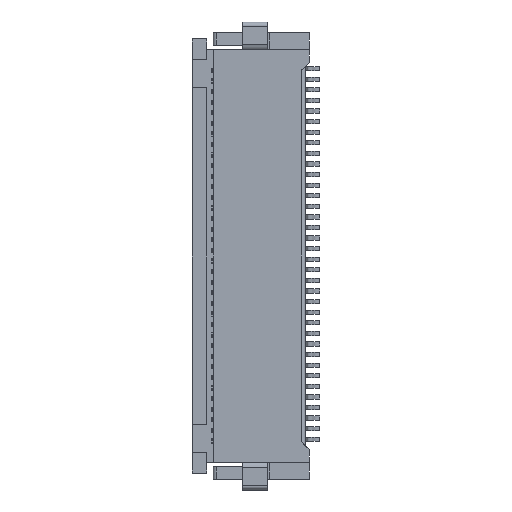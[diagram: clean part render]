
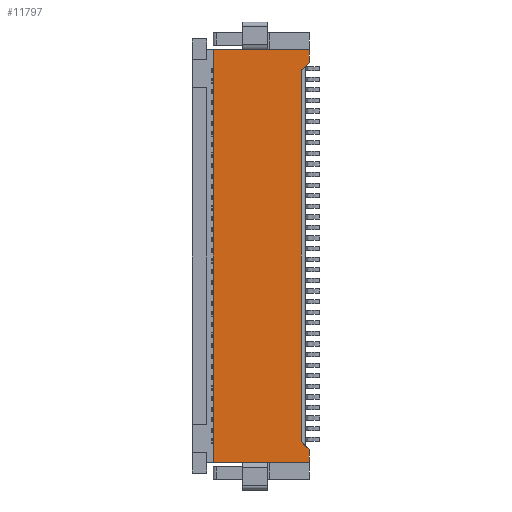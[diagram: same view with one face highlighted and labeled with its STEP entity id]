
A CAD part, front view. The second image highlights one B-rep face of the part: STEP entity #11797.
In plain terms, the highlighted planar face has unit normal (0, -1, 0).
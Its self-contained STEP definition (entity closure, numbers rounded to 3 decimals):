
#165 = ORIENTED_EDGE ( 'NONE', *, *, #4403, .T. ) ;
#441 = VERTEX_POINT ( 'NONE', #12365 ) ;
#1149 = ORIENTED_EDGE ( 'NONE', *, *, #19480, .T. ) ;
#2070 = CARTESIAN_POINT ( 'NONE',  ( 5.571, 0.06, -1.413 ) ) ;
#2386 = CARTESIAN_POINT ( 'NONE',  ( 1.036, 0.06, -11.453 ) ) ;
#2490 = CARTESIAN_POINT ( 'NONE',  ( 5.571, 0.06, -0.8 ) ) ;
#3286 = FACE_OUTER_BOUND ( 'NONE', #12306, .T. ) ;
#3484 = CARTESIAN_POINT ( 'NONE',  ( 1.036, 0.06, -0.8 ) ) ;
#3850 = DIRECTION ( 'NONE',  ( 0., 0., 1. ) ) ;
#4027 = VERTEX_POINT ( 'NONE', #3484 ) ;
#4403 = EDGE_CURVE ( 'NONE', #5199, #12926, #17586, .T. ) ;
#4441 = ORIENTED_EDGE ( 'NONE', *, *, #18946, .F. ) ;
#4881 = DIRECTION ( 'NONE',  ( -0.707, 0., 0.707 ) ) ;
#5083 = ORIENTED_EDGE ( 'NONE', *, *, #18302, .T. ) ;
#5172 = CARTESIAN_POINT ( 'NONE',  ( 5.571, 0.06, -1.413 ) ) ;
#5180 = CARTESIAN_POINT ( 'NONE',  ( 5.571, 0.06, -20.3 ) ) ;
#5199 = VERTEX_POINT ( 'NONE', #16041 ) ;
#5331 = EDGE_CURVE ( 'NONE', #4027, #13873, #6600, .T. ) ;
#5397 = VERTEX_POINT ( 'NONE', #15179 ) ;
#5627 = VECTOR ( 'NONE', #16367, 1000. ) ;
#6299 = LINE ( 'NONE', #5172, #11093 ) ;
#6600 = LINE ( 'NONE', #11936, #5627 ) ;
#6634 = DIRECTION ( 'NONE',  ( -0.707, 0., -0.707 ) ) ;
#7541 = VECTOR ( 'NONE', #13978, 1000. ) ;
#7846 = CARTESIAN_POINT ( 'NONE',  ( 5.571, 0.06, -0.8 ) ) ;
#7915 = DIRECTION ( 'NONE',  ( 0., 0., -1. ) ) ;
#8647 = VERTEX_POINT ( 'NONE', #18827 ) ;
#9669 = ORIENTED_EDGE ( 'NONE', *, *, #15121, .F. ) ;
#9860 = VERTEX_POINT ( 'NONE', #2070 ) ;
#10135 = CARTESIAN_POINT ( 'NONE',  ( 5.188, 0.06, -10.55 ) ) ;
#10393 = DIRECTION ( 'NONE',  ( 0., 0., 1. ) ) ;
#10424 = LINE ( 'NONE', #2386, #17314 ) ;
#11093 = VECTOR ( 'NONE', #6634, 1000. ) ;
#11318 = EDGE_CURVE ( 'NONE', #8647, #441, #17091, .T. ) ;
#11797 = ADVANCED_FACE ( 'NONE', ( #3286 ), #17358, .F. ) ;
#11879 = VECTOR ( 'NONE', #10393, 1000. ) ;
#11936 = CARTESIAN_POINT ( 'NONE',  ( 0.729, 0.06, -0.8 ) ) ;
#12295 = LINE ( 'NONE', #7846, #14198 ) ;
#12306 = EDGE_LOOP ( 'NONE', ( #1149, #14202, #4441, #15479, #16738, #9669, #5083, #165 ) ) ;
#12365 = CARTESIAN_POINT ( 'NONE',  ( 5.188, 0.06, -1.796 ) ) ;
#12676 = DIRECTION ( 'NONE',  ( 0., 1., 0. ) ) ;
#12926 = VERTEX_POINT ( 'NONE', #15501 ) ;
#13541 = VECTOR ( 'NONE', #15813, 1000. ) ;
#13622 = EDGE_CURVE ( 'NONE', #13873, #9860, #12295, .T. ) ;
#13873 = VERTEX_POINT ( 'NONE', #2490 ) ;
#13978 = DIRECTION ( 'NONE',  ( 1., 0., 0. ) ) ;
#13982 = LINE ( 'NONE', #15681, #7541 ) ;
#14198 = VECTOR ( 'NONE', #7915, 1000. ) ;
#14200 = CARTESIAN_POINT ( 'NONE',  ( 0.729, 0.06, -10.55 ) ) ;
#14202 = ORIENTED_EDGE ( 'NONE', *, *, #11318, .T. ) ;
#14204 = CARTESIAN_POINT ( 'NONE',  ( 5.571, 0.06, -19.687 ) ) ;
#15121 = EDGE_CURVE ( 'NONE', #5397, #4027, #10424, .T. ) ;
#15179 = CARTESIAN_POINT ( 'NONE',  ( 1.036, 0.06, -20.3 ) ) ;
#15479 = ORIENTED_EDGE ( 'NONE', *, *, #13622, .F. ) ;
#15501 = CARTESIAN_POINT ( 'NONE',  ( 5.571, 0.06, -19.687 ) ) ;
#15580 = LINE ( 'NONE', #14204, #17483 ) ;
#15681 = CARTESIAN_POINT ( 'NONE',  ( 0.729, 0.06, -20.3 ) ) ;
#15813 = DIRECTION ( 'NONE',  ( 0., 0., 1. ) ) ;
#16041 = CARTESIAN_POINT ( 'NONE',  ( 5.571, 0.06, -20.3 ) ) ;
#16367 = DIRECTION ( 'NONE',  ( 1., 0., 0. ) ) ;
#16738 = ORIENTED_EDGE ( 'NONE', *, *, #5331, .F. ) ;
#17091 = LINE ( 'NONE', #10135, #11879 ) ;
#17314 = VECTOR ( 'NONE', #3850, 1000. ) ;
#17358 = PLANE ( 'NONE',  #18433 ) ;
#17483 = VECTOR ( 'NONE', #4881, 1000. ) ;
#17586 = LINE ( 'NONE', #5180, #13541 ) ;
#18302 = EDGE_CURVE ( 'NONE', #5397, #5199, #13982, .T. ) ;
#18433 = AXIS2_PLACEMENT_3D ( 'NONE', #14200, #12676, #18793 ) ;
#18793 = DIRECTION ( 'NONE',  ( 0., 0., 1. ) ) ;
#18827 = CARTESIAN_POINT ( 'NONE',  ( 5.188, 0.06, -19.304 ) ) ;
#18946 = EDGE_CURVE ( 'NONE', #9860, #441, #6299, .T. ) ;
#19480 = EDGE_CURVE ( 'NONE', #12926, #8647, #15580, .T. ) ;
